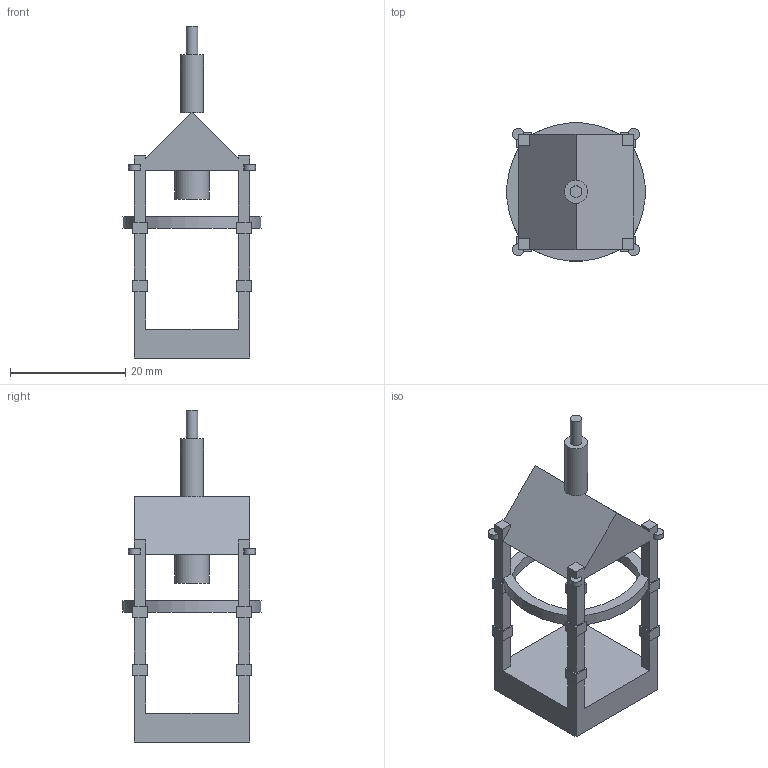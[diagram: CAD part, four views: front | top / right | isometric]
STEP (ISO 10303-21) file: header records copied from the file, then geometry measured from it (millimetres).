
FILE_DESCRIPTION(('Open CASCADE Model'),'2;1');
FILE_NAME('Open CASCADE Shape Model','2024-05-29T01:44:04',('Author'),( 'Open CASCADE'),'Open CASCADE STEP processor 7.7','Open CASCADE 7.7' ,'Unknown');
FILE_SCHEMA(('AUTOMOTIVE_DESIGN { 1 0 10303 214 1 1 1 1 }'));
Length unit declared in the file: millimetre
Products named in the file (3): Open CASCADE STEP translator 7.7 51; Open CASCADE STEP translator 7.7 51.1; Open CASCADE STEP translator 7.7 51.2
Assembly tree (2 placements, depth 2):
  Open CASCADE STEP translator 7.7 51
    Open CASCADE STEP translator 7.7 51.1
    Open CASCADE STEP translator 7.7 51.2
Bounding box: 23.91 x 23.91 x 57.5 mm (x, y, z)
Volume: 5043.9 mm3; surface area: 4111.2 mm2
Topology: 2 solids, 2 shells, 144 faces, 411 edges, 272 vertices
Faces by surface type: plane 129, cylinder 15
Full cylindrical faces by diameter (mm): 2 x1, 4 x1, 6 x1
Entity records: 9858 total; most frequent: CARTESIAN_POINT 2096, DIRECTION 1271, LINE 861, VECTOR 861, ORIENTED_EDGE 822, PCURVE 822, DEFINITIONAL_REPRESENTATION 822, EDGE_CURVE 411
